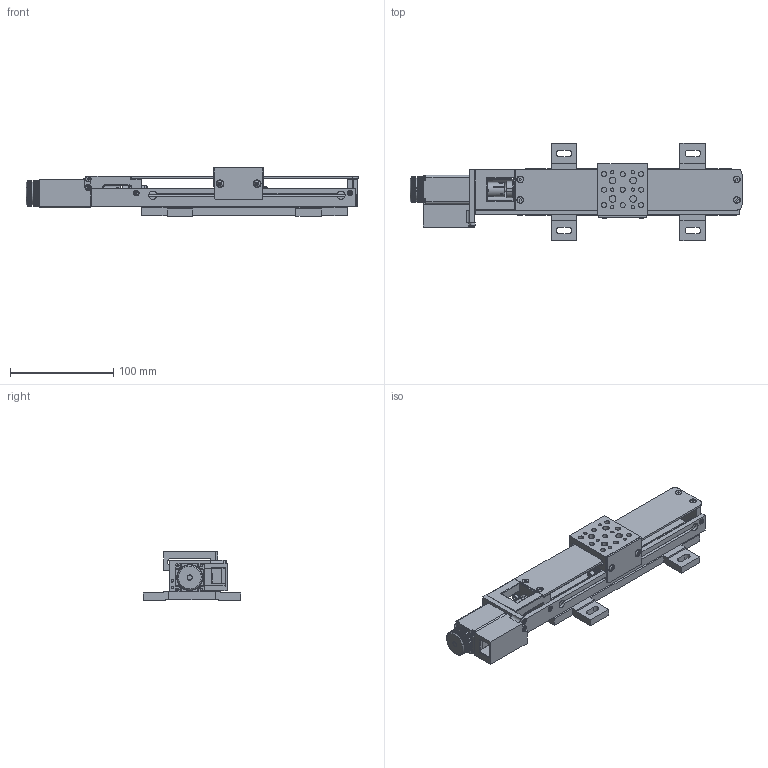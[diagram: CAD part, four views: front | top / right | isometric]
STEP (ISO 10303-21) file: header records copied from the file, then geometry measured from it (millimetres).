
FILE_DESCRIPTION(/* description */ (''),/* implementation_level */ '2;1');
FILE_NAME(/* name */ '03_TS136-SM21',/* time_stamp */ '2025-05-26T14:27:36+03:00',/* author */ (''),/* organization */ (''),/* preprocessor_version */ 'ST-DEVELOPER v16.5',/* originating_system */ 'Rhino 7.34',/* authorisation */ '');
FILE_SCHEMA (('AUTOMOTIVE_DESIGN'));
Length unit declared in the file: millimetre
Products named in the file (1): Document
Bounding box: 322.3 x 95 x 47 mm (x, y, z)
Volume: 327868.6 mm3; surface area: 143080.6 mm2
Topology: 1 solids, 5 shells, 2229 faces, 6500 edges, 4296 vertices
Faces by surface type: plane 1387, cylinder 651, bspline 191
Entity records: 73732 total; most frequent: CARTESIAN_POINT 32437, ORIENTED_EDGE 12916, EDGE_CURVE 6466, B_SPLINE_CURVE_WITH_KNOTS 4376, VERTEX_POINT 4296, EDGE_LOOP 2428, ADVANCED_FACE 2229, FACE_OUTER_BOUND 2229
